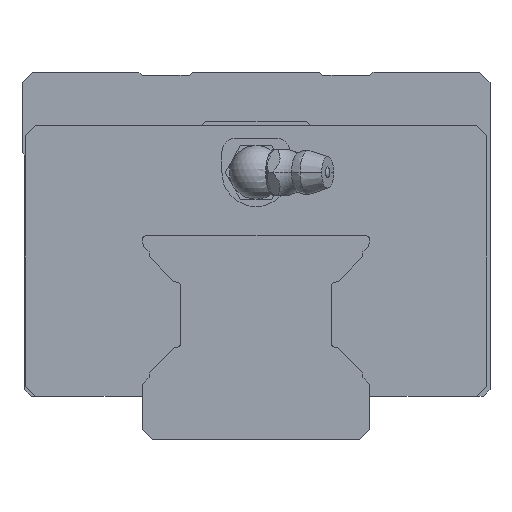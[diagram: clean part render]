
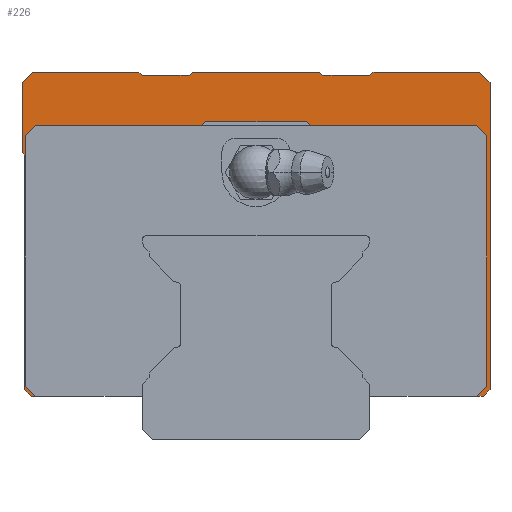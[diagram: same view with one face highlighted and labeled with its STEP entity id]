
A CAD part, front view. The second image highlights one B-rep face of the part: STEP entity #226.
In plain terms, the highlighted planar face has unit normal (0, -1, 0).
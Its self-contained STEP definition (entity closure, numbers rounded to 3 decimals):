
#226=ADVANCED_FACE('',(#546),#547,.F.);
#546=FACE_OUTER_BOUND('',#1103,.T.);
#547=PLANE('',#1104);
#1103=EDGE_LOOP('',(#2045,#2046,#2047,#2048,#2049,#2050,#2051,#2052,#2053,#2054,#2055,#2056,#2057,#2058,#2059,#2060,#2061,#2062,#2063,#2064,#2065,#2066,#2067,#2068,#2069,#2070,#2071,#2072,#2073,#2074));
#1104=AXIS2_PLACEMENT_3D('',#2075,#2076,#2077);
#2045=ORIENTED_EDGE('',*,*,#3965,.F.);
#2046=ORIENTED_EDGE('',*,*,#3940,.T.);
#2047=ORIENTED_EDGE('',*,*,#3966,.T.);
#2048=ORIENTED_EDGE('',*,*,#3967,.T.);
#2049=ORIENTED_EDGE('',*,*,#3968,.T.);
#2050=ORIENTED_EDGE('',*,*,#3969,.T.);
#2051=ORIENTED_EDGE('',*,*,#3970,.T.);
#2052=ORIENTED_EDGE('',*,*,#3971,.T.);
#2053=ORIENTED_EDGE('',*,*,#3972,.T.);
#2054=ORIENTED_EDGE('',*,*,#3973,.T.);
#2055=ORIENTED_EDGE('',*,*,#3947,.T.);
#2056=ORIENTED_EDGE('',*,*,#3974,.T.);
#2057=ORIENTED_EDGE('',*,*,#3975,.F.);
#2058=ORIENTED_EDGE('',*,*,#3976,.F.);
#2059=ORIENTED_EDGE('',*,*,#3942,.F.);
#2060=ORIENTED_EDGE('',*,*,#3951,.F.);
#2061=ORIENTED_EDGE('',*,*,#3977,.F.);
#2062=ORIENTED_EDGE('',*,*,#3978,.F.);
#2063=ORIENTED_EDGE('',*,*,#3979,.F.);
#2064=ORIENTED_EDGE('',*,*,#3980,.F.);
#2065=ORIENTED_EDGE('',*,*,#3981,.F.);
#2066=ORIENTED_EDGE('',*,*,#3982,.F.);
#2067=ORIENTED_EDGE('',*,*,#3983,.F.);
#2068=ORIENTED_EDGE('',*,*,#3920,.F.);
#2069=ORIENTED_EDGE('',*,*,#3916,.F.);
#2070=ORIENTED_EDGE('',*,*,#3923,.F.);
#2071=ORIENTED_EDGE('',*,*,#3954,.F.);
#2072=ORIENTED_EDGE('',*,*,#3984,.F.);
#2073=ORIENTED_EDGE('',*,*,#3985,.F.);
#2074=ORIENTED_EDGE('',*,*,#3986,.F.);
#2075=CARTESIAN_POINT('',(-25.5,0.,63.0));
#2076=DIRECTION('',(0.0,1.0,0.0));
#2077=DIRECTION('',(1.0,0.0,0.0));
#3916=EDGE_CURVE('',#4741,#4742,#4743,.T.);
#3920=EDGE_CURVE('',#4742,#4749,#4750,.T.);
#3923=EDGE_CURVE('',#4754,#4741,#4755,.T.);
#3940=EDGE_CURVE('',#4782,#4780,#4783,.T.);
#3942=EDGE_CURVE('',#4785,#4786,#4787,.T.);
#3947=EDGE_CURVE('',#4795,#4793,#4796,.T.);
#3951=EDGE_CURVE('',#4801,#4785,#4802,.T.);
#3954=EDGE_CURVE('',#4806,#4754,#4807,.T.);
#3965=EDGE_CURVE('',#4782,#4824,#4825,.T.);
#3966=EDGE_CURVE('',#4780,#4826,#4827,.T.);
#3967=EDGE_CURVE('',#4826,#4828,#4829,.T.);
#3968=EDGE_CURVE('',#4828,#4830,#4831,.T.);
#3969=EDGE_CURVE('',#4830,#4832,#4833,.T.);
#3970=EDGE_CURVE('',#4832,#4834,#4835,.T.);
#3971=EDGE_CURVE('',#4834,#4836,#4837,.T.);
#3972=EDGE_CURVE('',#4836,#4838,#4839,.T.);
#3973=EDGE_CURVE('',#4838,#4795,#4840,.T.);
#3974=EDGE_CURVE('',#4793,#4841,#4842,.T.);
#3975=EDGE_CURVE('',#4843,#4841,#4844,.T.);
#3976=EDGE_CURVE('',#4786,#4843,#4845,.T.);
#3977=EDGE_CURVE('',#4846,#4801,#4847,.T.);
#3978=EDGE_CURVE('',#4848,#4846,#4849,.T.);
#3979=EDGE_CURVE('',#4850,#4848,#4851,.T.);
#3980=EDGE_CURVE('',#4852,#4850,#4853,.T.);
#3981=EDGE_CURVE('',#4854,#4852,#4855,.T.);
#3982=EDGE_CURVE('',#4856,#4854,#4857,.T.);
#3983=EDGE_CURVE('',#4749,#4856,#4858,.T.);
#3984=EDGE_CURVE('',#4859,#4806,#4860,.T.);
#3985=EDGE_CURVE('',#4861,#4859,#4862,.T.);
#3986=EDGE_CURVE('',#4824,#4861,#4863,.T.);
#4741=VERTEX_POINT('',#5984);
#4742=VERTEX_POINT('',#5985);
#4743=LINE('',#5986,#5987);
#4749=VERTEX_POINT('',#5996);
#4750=LINE('',#5997,#5998);
#4754=VERTEX_POINT('',#6004);
#4755=LINE('',#6005,#6006);
#4780=VERTEX_POINT('',#6043);
#4782=VERTEX_POINT('',#6046);
#4783=LINE('',#6047,#6048);
#4785=VERTEX_POINT('',#6051);
#4786=VERTEX_POINT('',#6052);
#4787=LINE('',#6053,#6054);
#4793=VERTEX_POINT('',#6063);
#4795=VERTEX_POINT('',#6066);
#4796=LINE('',#6067,#6068);
#4801=VERTEX_POINT('',#6074);
#4802=LINE('',#6075,#6076);
#4806=VERTEX_POINT('',#6082);
#4807=LINE('',#6083,#6084);
#4824=VERTEX_POINT('',#6109);
#4825=LINE('',#6110,#6111);
#4826=VERTEX_POINT('',#6112);
#4827=LINE('',#6113,#6114);
#4828=VERTEX_POINT('',#6115);
#4829=LINE('',#6116,#6117);
#4830=VERTEX_POINT('',#6118);
#4831=LINE('',#6119,#6120);
#4832=VERTEX_POINT('',#6121);
#4833=LINE('',#6122,#6123);
#4834=VERTEX_POINT('',#6124);
#4835=LINE('',#6125,#6126);
#4836=VERTEX_POINT('',#6127);
#4837=LINE('',#6128,#6129);
#4838=VERTEX_POINT('',#6130);
#4839=LINE('',#6131,#6132);
#4840=LINE('',#6133,#6134);
#4841=VERTEX_POINT('',#6135);
#4842=LINE('',#6136,#6137);
#4843=VERTEX_POINT('',#6138);
#4844=LINE('',#6139,#6140);
#4845=LINE('',#6141,#6142);
#4846=VERTEX_POINT('',#6143);
#4847=LINE('',#6144,#6145);
#4848=VERTEX_POINT('',#6146);
#4849=LINE('',#6147,#6148);
#4850=VERTEX_POINT('',#6149);
#4851=LINE('',#6150,#6151);
#4852=VERTEX_POINT('',#6152);
#4853=LINE('',#6153,#6154);
#4854=VERTEX_POINT('',#6155);
#4855=LINE('',#6156,#6157);
#4856=VERTEX_POINT('',#6158);
#4857=LINE('',#6159,#6160);
#4858=LINE('',#6161,#6162);
#4859=VERTEX_POINT('',#6163);
#4860=LINE('',#6164,#6165);
#4861=VERTEX_POINT('',#6166);
#4862=LINE('',#6167,#6168);
#4863=LINE('',#6169,#6170);
#5984=CARTESIAN_POINT('',(-33.5,0.,55.0));
#5985=CARTESIAN_POINT('',(-17.5,0.,55.0));
#5986=CARTESIAN_POINT('',(-33.5,0.,55.0));
#5987=VECTOR('',#7559,1000.0);
#5996=CARTESIAN_POINT('',(-17.,0.,54.5));
#5997=CARTESIAN_POINT('',(-17.5,0.,55.0));
#5998=VECTOR('',#7563,1000.0);
#6004=CARTESIAN_POINT('',(-35.,0.,53.5));
#6005=CARTESIAN_POINT('',(-35.,0.,53.5));
#6006=VECTOR('',#7566,1000.0);
#6043=CARTESIAN_POINT('',(-34.5,0.0,8.0));
#6046=CARTESIAN_POINT('',(-33.,0.,6.5));
#6047=CARTESIAN_POINT('',(-33.,0.0,6.5));
#6048=VECTOR('',#7589,1000.0);
#6051=CARTESIAN_POINT('',(35.,0.,53.5));
#6052=CARTESIAN_POINT('',(35.,0.,7.5));
#6053=CARTESIAN_POINT('',(35.,0.,53.5));
#6054=VECTOR('',#7591,1000.0);
#6063=CARTESIAN_POINT('',(34.5,0.0,8.0));
#6066=CARTESIAN_POINT('',(34.5,0.0,45.5));
#6067=CARTESIAN_POINT('',(34.5,0.0,45.5));
#6068=VECTOR('',#7596,1000.0);
#6074=CARTESIAN_POINT('',(33.5,0.,55.0));
#6075=CARTESIAN_POINT('',(33.5,0.,55.0));
#6076=VECTOR('',#7604,1000.0);
#6082=CARTESIAN_POINT('',(-35.,0.,43.0));
#6083=CARTESIAN_POINT('',(-35.,0.,43.0));
#6084=VECTOR('',#7607,1000.0);
#6109=CARTESIAN_POINT('',(-33.6,0.,6.5));
#6110=CARTESIAN_POINT('',(34.,0.,6.5));
#6111=VECTOR('',#7622,1000.0);
#6112=CARTESIAN_POINT('',(-34.5,0.0,45.5));
#6113=CARTESIAN_POINT('',(-34.5,0.0,8.0));
#6114=VECTOR('',#7623,1000.0);
#6115=CARTESIAN_POINT('',(-33.,0.0,47.0));
#6116=CARTESIAN_POINT('',(-34.5,0.0,45.5));
#6117=VECTOR('',#7624,1000.0);
#6118=CARTESIAN_POINT('',(-8.1,0.0,47.0));
#6119=CARTESIAN_POINT('',(-33.,0.0,47.0));
#6120=VECTOR('',#7625,1000.0);
#6121=CARTESIAN_POINT('',(-7.5,0.0,47.6));
#6122=CARTESIAN_POINT('',(-8.1,0.0,47.0));
#6123=VECTOR('',#7626,1000.0);
#6124=CARTESIAN_POINT('',(7.5,0.0,47.6));
#6125=CARTESIAN_POINT('',(-7.5,0.0,47.6));
#6126=VECTOR('',#7627,1000.0);
#6127=CARTESIAN_POINT('',(8.1,0.0,47.0));
#6128=CARTESIAN_POINT('',(7.5,0.0,47.6));
#6129=VECTOR('',#7628,1000.0);
#6130=CARTESIAN_POINT('',(33.0,0.0,47.0));
#6131=CARTESIAN_POINT('',(8.1,0.0,47.0));
#6132=VECTOR('',#7629,1000.0);
#6133=CARTESIAN_POINT('',(33.0,0.0,47.0));
#6134=VECTOR('',#7630,1000.0);
#6135=CARTESIAN_POINT('',(33.0,0.,6.5));
#6136=CARTESIAN_POINT('',(34.5,0.0,8.0));
#6137=VECTOR('',#7631,1000.0);
#6138=CARTESIAN_POINT('',(34.,0.,6.5));
#6139=CARTESIAN_POINT('',(34.,0.,6.5));
#6140=VECTOR('',#7632,1000.0);
#6141=CARTESIAN_POINT('',(35.,0.,7.5));
#6142=VECTOR('',#7633,1000.0);
#6143=CARTESIAN_POINT('',(17.5,0.,55.0));
#6144=CARTESIAN_POINT('',(17.5,0.,55.0));
#6145=VECTOR('',#7634,1000.0);
#6146=CARTESIAN_POINT('',(17.,0.,54.5));
#6147=CARTESIAN_POINT('',(17.,0.,54.5));
#6148=VECTOR('',#7635,1000.0);
#6149=CARTESIAN_POINT('',(10.,0.,54.5));
#6150=CARTESIAN_POINT('',(10.,0.,54.5));
#6151=VECTOR('',#7636,1000.0);
#6152=CARTESIAN_POINT('',(9.5,0.,55.0));
#6153=CARTESIAN_POINT('',(9.5,0.,55.0));
#6154=VECTOR('',#7637,1000.0);
#6155=CARTESIAN_POINT('',(-9.5,0.,55.0));
#6156=CARTESIAN_POINT('',(-9.5,0.,55.0));
#6157=VECTOR('',#7638,1000.0);
#6158=CARTESIAN_POINT('',(-10.,0.,54.5));
#6159=CARTESIAN_POINT('',(-10.,0.,54.5));
#6160=VECTOR('',#7639,1000.0);
#6161=CARTESIAN_POINT('',(-17.,0.,54.5));
#6162=VECTOR('',#7640,1000.0);
#6163=CARTESIAN_POINT('',(-34.6,0.,42.6));
#6164=CARTESIAN_POINT('',(-34.6,0.,42.6));
#6165=VECTOR('',#7641,1000.0);
#6166=CARTESIAN_POINT('',(-34.6,0.,7.5));
#6167=CARTESIAN_POINT('',(-34.6,0.,7.5));
#6168=VECTOR('',#7642,1000.0);
#6169=CARTESIAN_POINT('',(-33.6,0.,6.5));
#6170=VECTOR('',#7643,1000.0);
#7559=DIRECTION('',(1.0,0.0,0.0));
#7563=DIRECTION('',(0.707,0.0,-0.707));
#7566=DIRECTION('',(0.707,0.0,0.707));
#7589=DIRECTION('',(-0.707,0.0,0.707));
#7591=DIRECTION('',(0.0,0.0,-1.0));
#7596=DIRECTION('',(0.0,0.0,-1.0));
#7604=DIRECTION('',(0.707,0.0,-0.707));
#7607=DIRECTION('',(0.0,0.0,1.0));
#7622=DIRECTION('',(-1.0,0.0,0.0));
#7623=DIRECTION('',(0.0,0.0,1.0));
#7624=DIRECTION('',(0.707,0.0,0.707));
#7625=DIRECTION('',(1.0,0.0,0.0));
#7626=DIRECTION('',(0.707,0.0,0.707));
#7627=DIRECTION('',(1.0,0.0,0.0));
#7628=DIRECTION('',(0.707,0.0,-0.707));
#7629=DIRECTION('',(1.0,0.0,0.0));
#7630=DIRECTION('',(0.707,0.0,-0.707));
#7631=DIRECTION('',(-0.707,0.0,-0.707));
#7632=DIRECTION('',(-1.0,0.0,0.0));
#7633=DIRECTION('',(-0.707,0.0,-0.707));
#7634=DIRECTION('',(1.0,0.0,0.0));
#7635=DIRECTION('',(0.707,0.0,0.707));
#7636=DIRECTION('',(1.0,0.0,0.0));
#7637=DIRECTION('',(0.707,0.0,-0.707));
#7638=DIRECTION('',(1.0,0.0,0.0));
#7639=DIRECTION('',(0.707,0.0,0.707));
#7640=DIRECTION('',(1.0,0.0,0.0));
#7641=DIRECTION('',(-0.707,0.0,0.707));
#7642=DIRECTION('',(0.0,0.0,1.0));
#7643=DIRECTION('',(-0.707,0.0,0.707));
